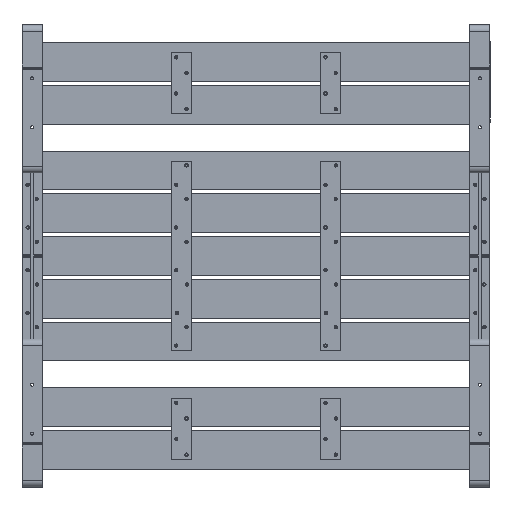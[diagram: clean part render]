
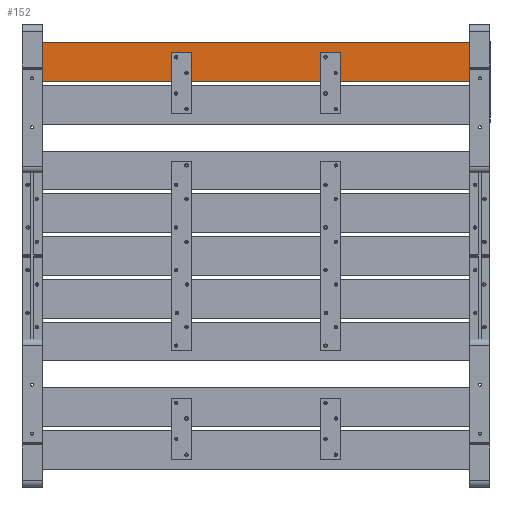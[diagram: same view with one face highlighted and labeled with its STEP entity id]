
A CAD part, front view. The second image highlights one B-rep face of the part: STEP entity #152.
In plain terms, the highlighted planar face has unit normal (0, -1, 0).
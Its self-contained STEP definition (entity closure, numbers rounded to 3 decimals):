
#152 = ADVANCED_FACE ( 'NONE', ( #13139 ), #14474, .F. ) ;
#387 = VERTEX_POINT ( 'NONE', #11899 ) ;
#1161 = ORIENTED_EDGE ( 'NONE', *, *, #4454, .T. ) ;
#1444 = DIRECTION ( 'NONE',  ( 0., 1., 0. ) ) ;
#1946 = CARTESIAN_POINT ( 'NONE',  ( -1150., 0., 95. ) ) ;
#2036 = VECTOR ( 'NONE', #7984, 1000. ) ;
#2043 = LINE ( 'NONE', #10880, #13321 ) ;
#2226 = DIRECTION ( 'NONE',  ( 0., 0., -1. ) ) ;
#2249 = CARTESIAN_POINT ( 'NONE',  ( -1150., 0., -95. ) ) ;
#2530 = VECTOR ( 'NONE', #2226, 1000. ) ;
#3321 = CARTESIAN_POINT ( 'NONE',  ( 1150., 0., 95. ) ) ;
#3850 = DIRECTION ( 'NONE',  ( 0., 0., -1. ) ) ;
#4024 = VERTEX_POINT ( 'NONE', #8565 ) ;
#4454 = EDGE_CURVE ( 'NONE', #387, #11269, #9133, .T. ) ;
#4704 = CARTESIAN_POINT ( 'NONE',  ( -1150., 0., 95. ) ) ;
#5437 = AXIS2_PLACEMENT_3D ( 'NONE', #11614, #1444, #17413 ) ;
#5696 = ORIENTED_EDGE ( 'NONE', *, *, #7718, .T. ) ;
#7426 = VERTEX_POINT ( 'NONE', #2249 ) ;
#7666 = LINE ( 'NONE', #15064, #8595 ) ;
#7718 = EDGE_CURVE ( 'NONE', #11269, #7426, #13894, .T. ) ;
#7984 = DIRECTION ( 'NONE',  ( -1., 0., 0. ) ) ;
#8565 = CARTESIAN_POINT ( 'NONE',  ( 1150., 0., -95. ) ) ;
#8595 = VECTOR ( 'NONE', #13716, 1000. ) ;
#9133 = LINE ( 'NONE', #3321, #2036 ) ;
#9674 = ORIENTED_EDGE ( 'NONE', *, *, #14376, .F. ) ;
#10880 = CARTESIAN_POINT ( 'NONE',  ( 1150., 0., 95. ) ) ;
#11269 = VERTEX_POINT ( 'NONE', #4704 ) ;
#11614 = CARTESIAN_POINT ( 'NONE',  ( 1150., 0., 95. ) ) ;
#11899 = CARTESIAN_POINT ( 'NONE',  ( 1150., 0., 95. ) ) ;
#13139 = FACE_OUTER_BOUND ( 'NONE', #13452, .T. ) ;
#13321 = VECTOR ( 'NONE', #3850, 1000. ) ;
#13452 = EDGE_LOOP ( 'NONE', ( #5696, #17207, #9674, #1161 ) ) ;
#13716 = DIRECTION ( 'NONE',  ( -1., 0., 0. ) ) ;
#13894 = LINE ( 'NONE', #1946, #2530 ) ;
#14376 = EDGE_CURVE ( 'NONE', #387, #4024, #2043, .T. ) ;
#14474 = PLANE ( 'NONE',  #5437 ) ;
#15064 = CARTESIAN_POINT ( 'NONE',  ( 1150., 0., -95. ) ) ;
#17207 = ORIENTED_EDGE ( 'NONE', *, *, #17752, .F. ) ;
#17413 = DIRECTION ( 'NONE',  ( 0., 0., 1. ) ) ;
#17752 = EDGE_CURVE ( 'NONE', #4024, #7426, #7666, .T. ) ;
